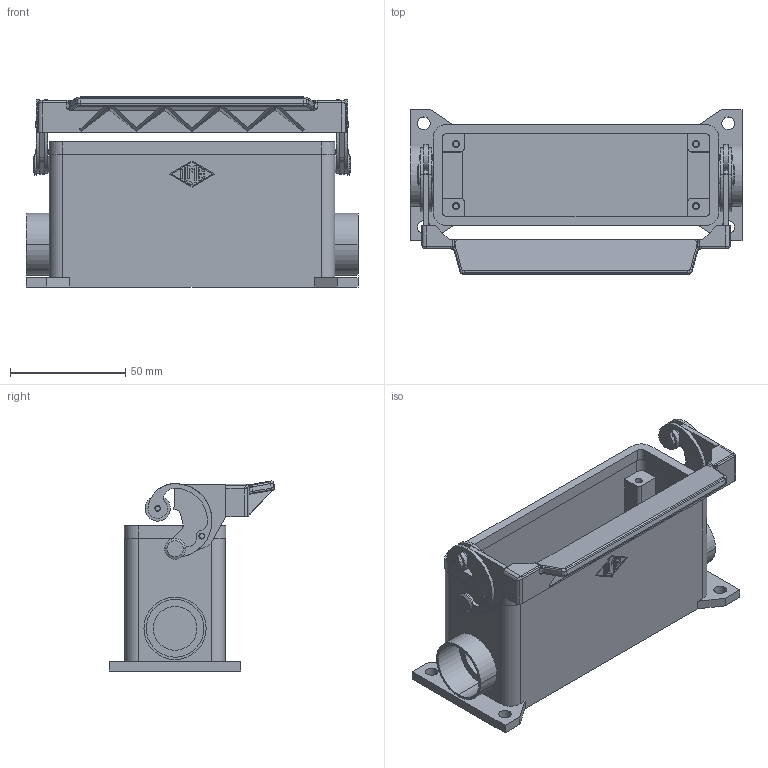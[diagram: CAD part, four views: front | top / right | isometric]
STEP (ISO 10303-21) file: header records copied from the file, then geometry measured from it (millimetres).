
FILE_DESCRIPTION((''),'2;1');
FILE_NAME('MMP 16 L25.stp','2006-12-21T19:55:04',('gembarski'),(''),'Autodesk Inventor 7','Autodesk Inventor 7','');
FILE_SCHEMA(('AUTOMOTIVE_DESIGN { 1 0 10303 214 1 1 1 1 }'));
Length unit declared in the file: millimetre
Products named in the file (1): MMP 16 L25
Bounding box: 144 x 71.7 x 82.42 mm (x, y, z)
Volume: 125292.1 mm3; surface area: 73307 mm2
Topology: 4 solids, 4 shells, 461 faces, 1218 edges, 794 vertices
Faces by surface type: plane 188, bspline 129, cylinder 124, torus 10, cone 6, sphere 4
Entity records: 17152 total; most frequent: CARTESIAN_POINT 5689, ORIENTED_EDGE 2424, DIRECTION 2368, EDGE_CURVE 1212, AXIS2_PLACEMENT_3D 841, VERTEX_POINT 794, VECTOR 686, LINE 686
